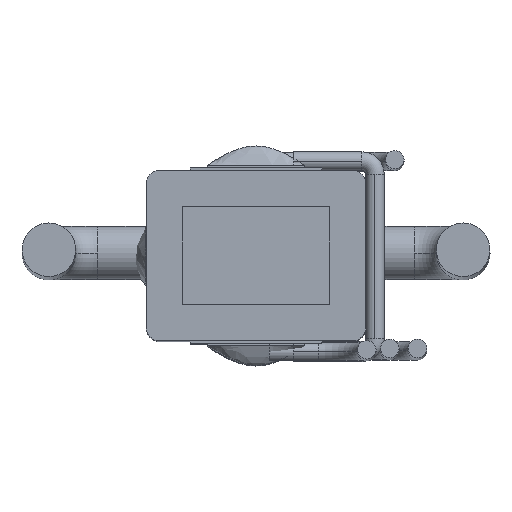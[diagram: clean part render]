
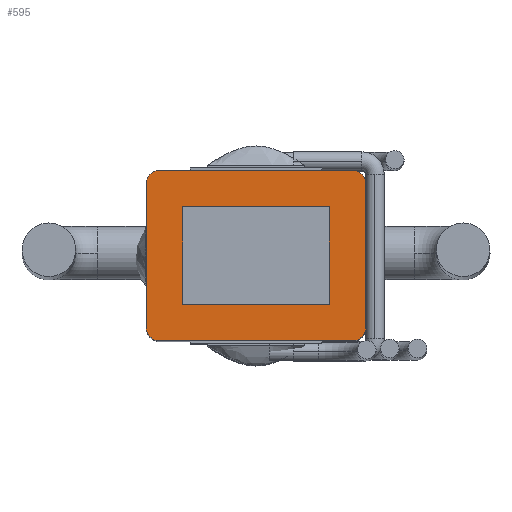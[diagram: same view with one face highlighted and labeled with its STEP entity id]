
A CAD part, top view. The second image highlights one B-rep face of the part: STEP entity #595.
In plain terms, the highlighted planar face has unit normal (0, 0, 1).
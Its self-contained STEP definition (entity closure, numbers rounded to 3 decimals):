
#36 = AXIS2_PLACEMENT_3D ( 'NONE', #4998, #3830, #3172 ) ;
#61 = EDGE_CURVE ( 'NONE', #195, #5757, #1511, .T. ) ;
#95 = CARTESIAN_POINT ( 'NONE',  ( 2.138, -1.882, 15. ) ) ;
#98 = EDGE_CURVE ( 'NONE', #2449, #6957, #5192, .T. ) ;
#166 = VECTOR ( 'NONE', #3863, 1000. ) ;
#195 = VERTEX_POINT ( 'NONE', #610 ) ;
#257 = ORIENTED_EDGE ( 'NONE', *, *, #2758, .F. ) ;
#406 = CARTESIAN_POINT ( 'NONE',  ( -1.822, 1.618, 15. ) ) ;
#435 = CARTESIAN_POINT ( 'NONE',  ( 2.408, -1.612, 15. ) ) ;
#500 = CARTESIAN_POINT ( 'NONE',  ( 1.658, 0.868, 15. ) ) ;
#525 = CARTESIAN_POINT ( 'NONE',  ( 1.658, -1.132, 15. ) ) ;
#541 = VERTEX_POINT ( 'NONE', #6147 ) ;
#595 = ADVANCED_FACE ( 'NONE', ( #1461, #3989 ), #1878, .F. ) ;
#610 = CARTESIAN_POINT ( 'NONE',  ( -1.342, -1.132, 15. ) ) ;
#614 = VECTOR ( 'NONE', #3316, 1000. ) ;
#853 = CARTESIAN_POINT ( 'NONE',  ( -2.092, -1.612, 15. ) ) ;
#897 = ORIENTED_EDGE ( 'NONE', *, *, #5443, .F. ) ;
#976 = CARTESIAN_POINT ( 'NONE',  ( 2.138, 1.348, 15. ) ) ;
#1000 = CIRCLE ( 'NONE', #2599, 0.27 ) ;
#1289 = DIRECTION ( 'NONE',  ( -1., 0., 0. ) ) ;
#1461 = FACE_OUTER_BOUND ( 'NONE', #1825, .T. ) ;
#1499 = VECTOR ( 'NONE', #7515, 1000. ) ;
#1511 = LINE ( 'NONE', #8018, #2972 ) ;
#1513 = VERTEX_POINT ( 'NONE', #406 ) ;
#1560 = VECTOR ( 'NONE', #5600, 1000. ) ;
#1573 = ORIENTED_EDGE ( 'NONE', *, *, #5955, .T. ) ;
#1663 = LINE ( 'NONE', #4535, #7499 ) ;
#1687 = ORIENTED_EDGE ( 'NONE', *, *, #61, .F. ) ;
#1825 = EDGE_LOOP ( 'NONE', ( #2022, #2401, #5296, #1573, #6936, #5602, #6870, #4996 ) ) ;
#1878 = PLANE ( 'NONE',  #6375 ) ;
#2022 = ORIENTED_EDGE ( 'NONE', *, *, #2911, .T. ) ;
#2327 = CARTESIAN_POINT ( 'NONE',  ( -2.092, 1.348, 15. ) ) ;
#2344 = LINE ( 'NONE', #7012, #614 ) ;
#2401 = ORIENTED_EDGE ( 'NONE', *, *, #3028, .T. ) ;
#2449 = VERTEX_POINT ( 'NONE', #435 ) ;
#2547 = DIRECTION ( 'NONE',  ( 0., 0., 1. ) ) ;
#2570 = EDGE_CURVE ( 'NONE', #541, #2449, #3248, .T. ) ;
#2599 = AXIS2_PLACEMENT_3D ( 'NONE', #976, #4083, #2799 ) ;
#2758 = EDGE_CURVE ( 'NONE', #7642, #5108, #5854, .T. ) ;
#2799 = DIRECTION ( 'NONE',  ( -1., 0., 0. ) ) ;
#2911 = EDGE_CURVE ( 'NONE', #6957, #7324, #1000, .T. ) ;
#2972 = VECTOR ( 'NONE', #3138, 1000. ) ;
#3028 = EDGE_CURVE ( 'NONE', #7324, #1513, #3145, .T. ) ;
#3074 = AXIS2_PLACEMENT_3D ( 'NONE', #6935, #2547, #1289 ) ;
#3138 = DIRECTION ( 'NONE',  ( 1., 0., 0. ) ) ;
#3145 = LINE ( 'NONE', #6256, #1499 ) ;
#3172 = DIRECTION ( 'NONE',  ( -1., 0., 0. ) ) ;
#3219 = CARTESIAN_POINT ( 'NONE',  ( 2.138, 1.618, 15. ) ) ;
#3248 = CIRCLE ( 'NONE', #36, 0.27 ) ;
#3251 = VERTEX_POINT ( 'NONE', #853 ) ;
#3277 = ORIENTED_EDGE ( 'NONE', *, *, #7418, .F. ) ;
#3316 = DIRECTION ( 'NONE',  ( 0., -1., 0. ) ) ;
#3542 = CARTESIAN_POINT ( 'NONE',  ( -1.822, -1.612, 15. ) ) ;
#3692 = EDGE_LOOP ( 'NONE', ( #3277, #1687, #897, #257 ) ) ;
#3776 = CARTESIAN_POINT ( 'NONE',  ( 2.138, 1.348, 15. ) ) ;
#3830 = DIRECTION ( 'NONE',  ( 0., 0., 1. ) ) ;
#3863 = DIRECTION ( 'NONE',  ( -1., 0., 0. ) ) ;
#3989 = FACE_BOUND ( 'NONE', #3692, .T. ) ;
#4083 = DIRECTION ( 'NONE',  ( 0., 0., 1. ) ) ;
#4281 = CARTESIAN_POINT ( 'NONE',  ( 2.408, 1.348, 15. ) ) ;
#4382 = DIRECTION ( 'NONE',  ( 0., 0., -1. ) ) ;
#4402 = EDGE_CURVE ( 'NONE', #1513, #7983, #7463, .T. ) ;
#4535 = CARTESIAN_POINT ( 'NONE',  ( -2.092, -1.612, 15. ) ) ;
#4930 = VERTEX_POINT ( 'NONE', #7495 ) ;
#4996 = ORIENTED_EDGE ( 'NONE', *, *, #98, .T. ) ;
#4998 = CARTESIAN_POINT ( 'NONE',  ( 2.138, -1.612, 15. ) ) ;
#5108 = VERTEX_POINT ( 'NONE', #5215 ) ;
#5110 = CARTESIAN_POINT ( 'NONE',  ( -1.342, 0.868, 15. ) ) ;
#5192 = LINE ( 'NONE', #6849, #6072 ) ;
#5215 = CARTESIAN_POINT ( 'NONE',  ( -1.342, 0.868, 15. ) ) ;
#5296 = ORIENTED_EDGE ( 'NONE', *, *, #4402, .T. ) ;
#5443 = EDGE_CURVE ( 'NONE', #5108, #195, #2344, .T. ) ;
#5535 = DIRECTION ( 'NONE',  ( 0., 1., 0. ) ) ;
#5600 = DIRECTION ( 'NONE',  ( 1., 0., 0. ) ) ;
#5602 = ORIENTED_EDGE ( 'NONE', *, *, #6425, .T. ) ;
#5757 = VERTEX_POINT ( 'NONE', #525 ) ;
#5817 = DIRECTION ( 'NONE',  ( 0., -1., 0. ) ) ;
#5823 = DIRECTION ( 'NONE',  ( 0., 1., 0. ) ) ;
#5854 = LINE ( 'NONE', #5110, #166 ) ;
#5955 = EDGE_CURVE ( 'NONE', #7983, #3251, #1663, .T. ) ;
#6072 = VECTOR ( 'NONE', #5535, 1000. ) ;
#6147 = CARTESIAN_POINT ( 'NONE',  ( 2.138, -1.882, 15. ) ) ;
#6187 = AXIS2_PLACEMENT_3D ( 'NONE', #3542, #6570, #6651 ) ;
#6210 = DIRECTION ( 'NONE',  ( -1., 0., 0. ) ) ;
#6256 = CARTESIAN_POINT ( 'NONE',  ( -1.822, 1.618, 15. ) ) ;
#6375 = AXIS2_PLACEMENT_3D ( 'NONE', #3776, #4382, #6210 ) ;
#6425 = EDGE_CURVE ( 'NONE', #4930, #541, #7295, .T. ) ;
#6537 = CARTESIAN_POINT ( 'NONE',  ( 1.658, 0.868, 15. ) ) ;
#6570 = DIRECTION ( 'NONE',  ( 0., 0., 1. ) ) ;
#6651 = DIRECTION ( 'NONE',  ( 1., 0., 0. ) ) ;
#6803 = CIRCLE ( 'NONE', #6187, 0.27 ) ;
#6849 = CARTESIAN_POINT ( 'NONE',  ( 2.408, 1.348, 15. ) ) ;
#6870 = ORIENTED_EDGE ( 'NONE', *, *, #2570, .T. ) ;
#6935 = CARTESIAN_POINT ( 'NONE',  ( -1.822, 1.348, 15. ) ) ;
#6936 = ORIENTED_EDGE ( 'NONE', *, *, #7524, .T. ) ;
#6957 = VERTEX_POINT ( 'NONE', #4281 ) ;
#7012 = CARTESIAN_POINT ( 'NONE',  ( -1.342, -1.132, 15. ) ) ;
#7079 = LINE ( 'NONE', #6537, #7862 ) ;
#7295 = LINE ( 'NONE', #95, #1560 ) ;
#7324 = VERTEX_POINT ( 'NONE', #3219 ) ;
#7418 = EDGE_CURVE ( 'NONE', #5757, #7642, #7079, .T. ) ;
#7463 = CIRCLE ( 'NONE', #3074, 0.27 ) ;
#7495 = CARTESIAN_POINT ( 'NONE',  ( -1.822, -1.882, 15. ) ) ;
#7499 = VECTOR ( 'NONE', #5817, 1000. ) ;
#7515 = DIRECTION ( 'NONE',  ( -1., 0., 0. ) ) ;
#7524 = EDGE_CURVE ( 'NONE', #3251, #4930, #6803, .T. ) ;
#7642 = VERTEX_POINT ( 'NONE', #500 ) ;
#7862 = VECTOR ( 'NONE', #5823, 1000. ) ;
#7983 = VERTEX_POINT ( 'NONE', #2327 ) ;
#8018 = CARTESIAN_POINT ( 'NONE',  ( 1.658, -1.132, 15. ) ) ;
